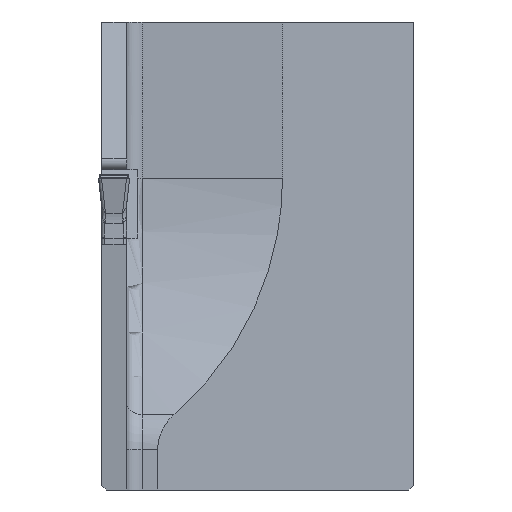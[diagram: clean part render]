
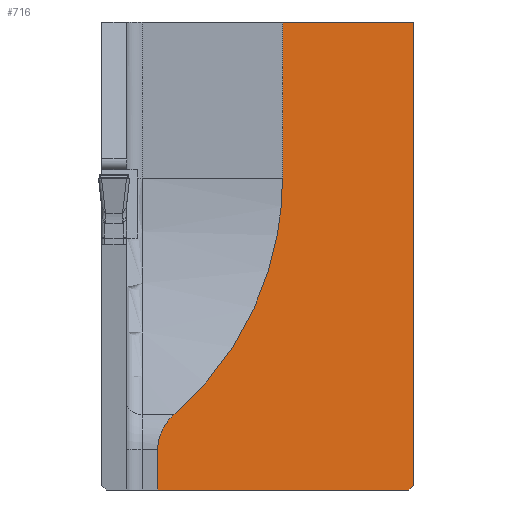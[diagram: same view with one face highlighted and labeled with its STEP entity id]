
A CAD part, left-side view. The second image highlights one B-rep face of the part: STEP entity #716.
In plain terms, the highlighted planar face has unit normal (-0.707, -0.707, 0).
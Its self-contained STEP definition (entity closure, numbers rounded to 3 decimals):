
#672=ELLIPSE('',#2407,4.243,3.);
#673=ELLIPSE('',#2410,28.284,20.);
#716=ADVANCED_FACE('',(#873),#819,.F.);
#819=PLANE('',#2423);
#873=FACE_OUTER_BOUND('',#982,.T.);
#982=EDGE_LOOP('',(#1250,#1251,#1252,#1253,#1254,#1255,#1256,#1257));
#1250=ORIENTED_EDGE('',*,*,#1892,.F.);
#1251=ORIENTED_EDGE('',*,*,#1890,.F.);
#1252=ORIENTED_EDGE('',*,*,#1887,.F.);
#1253=ORIENTED_EDGE('',*,*,#1894,.F.);
#1254=ORIENTED_EDGE('',*,*,#1841,.F.);
#1255=ORIENTED_EDGE('',*,*,#1835,.F.);
#1256=ORIENTED_EDGE('',*,*,#1857,.F.);
#1257=ORIENTED_EDGE('',*,*,#1882,.F.);
#1666=VERTEX_POINT('',#2968);
#1668=VERTEX_POINT('',#2972);
#1673=VERTEX_POINT('',#2986);
#1685=VERTEX_POINT('',#3016);
#1695=VERTEX_POINT('',#3064);
#1696=VERTEX_POINT('',#3069);
#1699=VERTEX_POINT('',#3074);
#1700=VERTEX_POINT('',#3078);
#1835=EDGE_CURVE('',#1668,#1666,#2104,.T.);
#1841=EDGE_CURVE('',#1666,#1673,#2110,.T.);
#1857=EDGE_CURVE('',#1685,#1668,#2125,.T.);
#1882=EDGE_CURVE('',#1695,#1685,#2148,.T.);
#1887=EDGE_CURVE('',#1699,#1696,#672,.T.);
#1890=EDGE_CURVE('',#1696,#1700,#673,.T.);
#1892=EDGE_CURVE('',#1700,#1695,#2154,.T.);
#1894=EDGE_CURVE('',#1673,#1699,#2156,.T.);
#2104=LINE('',#2973,#2248);
#2110=LINE('',#2985,#2254);
#2125=LINE('',#3017,#2269);
#2148=LINE('',#3065,#2292);
#2154=LINE('',#3084,#2298);
#2156=LINE('',#3087,#2300);
#2248=VECTOR('',#2543,1.);
#2254=VECTOR('',#2553,1.);
#2269=VECTOR('',#2576,1.);
#2292=VECTOR('',#2629,1.);
#2298=VECTOR('',#2649,1.);
#2300=VECTOR('',#2653,1.);
#2407=AXIS2_PLACEMENT_3D('',#3075,#2637,#2638);
#2410=AXIS2_PLACEMENT_3D('',#3081,#2644,#2645);
#2423=AXIS2_PLACEMENT_3D('',#3115,#2675,#2676);
#2543=DIRECTION('',(-0.577,0.577,-0.577));
#2553=DIRECTION('',(-0.707,0.707,0.));
#2576=DIRECTION('',(0.,0.,-1.));
#2629=DIRECTION('',(0.707,-0.707,0.));
#2637=DIRECTION('',(0.707,0.707,0.));
#2638=DIRECTION('',(-0.707,0.707,0.));
#2644=DIRECTION('',(-0.707,-0.707,0.));
#2645=DIRECTION('',(-0.707,0.707,0.));
#2649=DIRECTION('',(0.,0.,1.));
#2653=DIRECTION('',(0.,0.,1.));
#2675=DIRECTION('',(0.707,0.707,0.));
#2676=DIRECTION('',(0.707,-0.707,0.));
#2968=CARTESIAN_POINT('',(24.1,-19.7,-20.));
#2972=CARTESIAN_POINT('',(24.4,-20.,-19.7));
#2973=CARTESIAN_POINT('',(10.033,-5.633,-34.067));
#2985=CARTESIAN_POINT('',(8.,-3.6,-20.));
#2986=CARTESIAN_POINT('',(8.,-3.6,-20.));
#3016=CARTESIAN_POINT('',(24.4,-20.,10.));
#3017=CARTESIAN_POINT('',(24.4,-20.,-30.));
#3064=CARTESIAN_POINT('',(16.,-11.6,10.));
#3065=CARTESIAN_POINT('',(8.,-3.6,10.));
#3069=CARTESIAN_POINT('',(9.043,-4.643,-15.161));
#3074=CARTESIAN_POINT('',(8.,-3.6,-17.436));
#3075=CARTESIAN_POINT('',(11.,-6.6,-17.436));
#3078=CARTESIAN_POINT('',(16.,-11.6,0.));
#3081=CARTESIAN_POINT('',(-4.,8.4,0.));
#3084=CARTESIAN_POINT('',(16.,-11.6,-30.));
#3087=CARTESIAN_POINT('',(8.,-3.6,-30.));
#3115=CARTESIAN_POINT('',(8.,-3.6,-30.));
